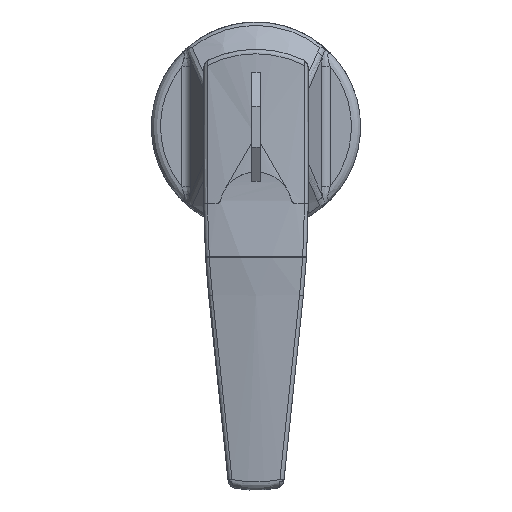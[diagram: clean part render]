
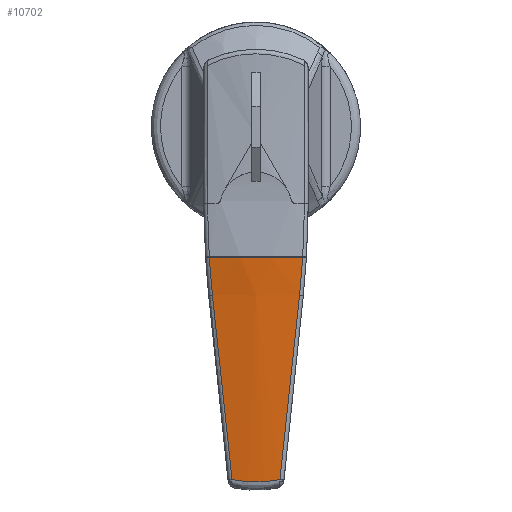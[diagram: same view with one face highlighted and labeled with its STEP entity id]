
A CAD part, front view. The second image highlights one B-rep face of the part: STEP entity #10702.
In plain terms, the highlighted free-form (B-spline) face has degree [1, 2] with [2, 3] control points.
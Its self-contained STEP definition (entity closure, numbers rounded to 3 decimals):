
#8363=CARTESIAN_POINT('',(-38.04,5.263,-77.662));
#8364=VERTEX_POINT('',#8363);
#8590=CARTESIAN_POINT('',(-38.04,-5.263,-77.662));
#8591=VERTEX_POINT('',#8590);
#8599=CARTESIAN_POINT('',(-38.04,5.263,-77.662));
#8600=CARTESIAN_POINT('',(-38.095,4.397,-77.852));
#8601=CARTESIAN_POINT('',(-38.137,3.525,-77.994));
#8602=CARTESIAN_POINT('',(-38.192,1.771,-78.184));
#8603=CARTESIAN_POINT('',(-38.207,0.888,-78.232));
#8604=CARTESIAN_POINT('',(-38.207,-0.888,-78.232));
#8605=CARTESIAN_POINT('',(-38.192,-1.771,-78.184));
#8606=CARTESIAN_POINT('',(-38.137,-3.525,-77.994));
#8607=CARTESIAN_POINT('',(-38.095,-4.397,-77.852));
#8608=CARTESIAN_POINT('',(-38.04,-5.263,-77.662));
#8609=B_SPLINE_CURVE_WITH_KNOTS('',3,(#8599,#8600,#8601,#8602,#8603,#8604,#8605,#8606,#8607,#8608),.UNSPECIFIED.,.F.,.U.,(4,2,2,2,4),(0.0,0.25,0.5,0.75,1.0),.UNSPECIFIED.);
#8610=EDGE_CURVE('',#8364,#8591,#8609,.T.);
#9257=CARTESIAN_POINT('',(-43.095,-10.288,-28.731));
#9258=VERTEX_POINT('',#9257);
#9289=CARTESIAN_POINT('',(-43.095,10.288,-28.731));
#9290=VERTEX_POINT('',#9289);
#9304=CARTESIAN_POINT('',(-43.095,-10.288,-28.731));
#9305=CARTESIAN_POINT('',(-44.885,0.,-28.837));
#9306=CARTESIAN_POINT('',(-43.095,10.288,-28.731));
#9314=(BOUNDED_CURVE()B_SPLINE_CURVE(2,(#9304,#9305,#9306),.UNSPECIFIED.,.F.,.U.)CURVE()GEOMETRIC_REPRESENTATION_ITEM()QUASI_UNIFORM_CURVE()RATIONAL_B_SPLINE_CURVE((1.0,0.985,1.0))REPRESENTATION_ITEM(''));
#9315=EDGE_CURVE('',#9258,#9290,#9314,.T.);
#9571=CARTESIAN_POINT('',(-42.238,9.579,-37.093));
#9572=VERTEX_POINT('',#9571);
#9586=CARTESIAN_POINT('',(-43.095,10.288,-28.731));
#9587=CARTESIAN_POINT('',(-42.8,10.112,-31.523));
#9588=CARTESIAN_POINT('',(-42.515,9.875,-34.31));
#9589=CARTESIAN_POINT('',(-42.238,9.579,-37.093));
#9590=QUASI_UNIFORM_CURVE('',3,(#9586,#9587,#9588,#9589),.UNSPECIFIED.,.F.,.U.);
#9591=EDGE_CURVE('',#9290,#9572,#9590,.T.);
#9652=CARTESIAN_POINT('',(-42.238,-9.579,-37.093));
#9653=VERTEX_POINT('',#9652);
#9677=CARTESIAN_POINT('',(-42.238,-9.579,-37.093));
#9678=CARTESIAN_POINT('',(-42.515,-9.875,-34.31));
#9679=CARTESIAN_POINT('',(-42.8,-10.112,-31.523));
#9680=CARTESIAN_POINT('',(-43.095,-10.288,-28.731));
#9681=QUASI_UNIFORM_CURVE('',3,(#9677,#9678,#9679,#9680),.UNSPECIFIED.,.F.,.U.);
#9682=EDGE_CURVE('',#9653,#9258,#9681,.T.);
#9810=CARTESIAN_POINT('',(-42.238,9.579,-37.093));
#9811=CARTESIAN_POINT('',(-40.229,7.431,-57.285));
#9812=CARTESIAN_POINT('',(-38.04,5.263,-77.662));
#9820=(BOUNDED_CURVE()B_SPLINE_CURVE(2,(#9810,#9811,#9812),.UNSPECIFIED.,.F.,.U.)CURVE()GEOMETRIC_REPRESENTATION_ITEM()QUASI_UNIFORM_CURVE()RATIONAL_B_SPLINE_CURVE((1.0,0.999,1.0))REPRESENTATION_ITEM(''));
#9821=EDGE_CURVE('',#9572,#8364,#9820,.T.);
#9847=CARTESIAN_POINT('',(-38.04,-5.263,-77.662));
#9848=CARTESIAN_POINT('',(-40.229,-7.431,-57.285));
#9849=CARTESIAN_POINT('',(-42.238,-9.579,-37.093));
#9857=(BOUNDED_CURVE()B_SPLINE_CURVE(2,(#9847,#9848,#9849),.UNSPECIFIED.,.F.,.U.)CURVE()GEOMETRIC_REPRESENTATION_ITEM()QUASI_UNIFORM_CURVE()RATIONAL_B_SPLINE_CURVE((1.0,0.999,1.0))REPRESENTATION_ITEM(''));
#9858=EDGE_CURVE('',#8591,#9653,#9857,.T.);
#10680=CARTESIAN_POINT('',(-43.062,11.297,-27.423));
#10681=CARTESIAN_POINT('',(-36.993,11.297,-79.375));
#10682=CARTESIAN_POINT('',(-45.214,-0.001,-27.675));
#10683=CARTESIAN_POINT('',(-39.144,-0.001,-79.626));
#10684=CARTESIAN_POINT('',(-43.062,-11.3,-27.423));
#10685=CARTESIAN_POINT('',(-36.992,-11.3,-79.375));
#10693=(BOUNDED_SURFACE()B_SPLINE_SURFACE(1,2,((#10680,#10682,#10684),(#10681,#10683,#10685)),.UNSPECIFIED.,.F.,.F.,.U.)B_SPLINE_SURFACE_WITH_KNOTS((2,2),(3,3),(0.0,52.305),(0.0,22.8),.UNSPECIFIED.)GEOMETRIC_REPRESENTATION_ITEM()RATIONAL_B_SPLINE_SURFACE(((0.998,0.979,0.996),(0.998,0.979,0.996)))REPRESENTATION_ITEM('')SURFACE());
#10694=ORIENTED_EDGE('',*,*,#9821,.T.);
#10695=ORIENTED_EDGE('',*,*,#8610,.T.);
#10696=ORIENTED_EDGE('',*,*,#9858,.T.);
#10697=ORIENTED_EDGE('',*,*,#9682,.T.);
#10698=ORIENTED_EDGE('',*,*,#9315,.T.);
#10699=ORIENTED_EDGE('',*,*,#9591,.T.);
#10700=EDGE_LOOP('',(#10694,#10695,#10696,#10697,#10698,#10699));
#10701=FACE_OUTER_BOUND('',#10700,.T.);
#10702=ADVANCED_FACE('',(#10701),#10693,.T.);
